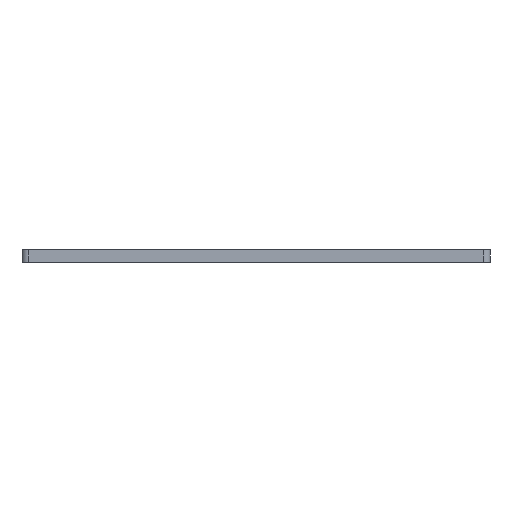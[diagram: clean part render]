
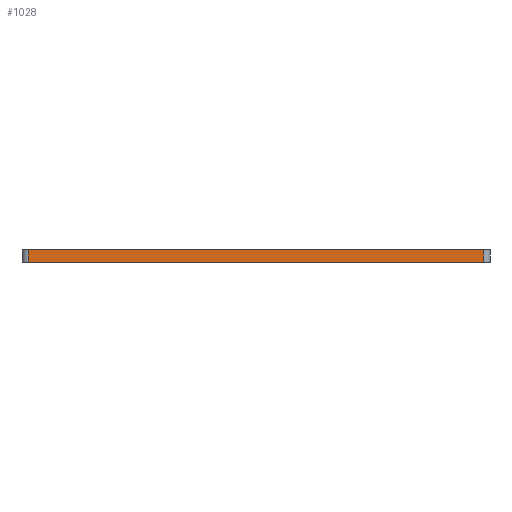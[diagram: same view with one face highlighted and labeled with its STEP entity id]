
A CAD part, left-side view. The second image highlights one B-rep face of the part: STEP entity #1028.
In plain terms, the highlighted planar face has unit normal (-1, 0, 0).
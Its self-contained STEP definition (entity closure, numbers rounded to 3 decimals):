
#40 = VERTEX_POINT ( 'NONE', #395 ) ;
#56 = CARTESIAN_POINT ( 'NONE',  ( -117.5, 107., 0. ) ) ;
#64 = DIRECTION ( 'NONE',  ( 0., 0., 1. ) ) ;
#112 = LINE ( 'NONE', #1166, #702 ) ;
#171 = ORIENTED_EDGE ( 'NONE', *, *, #1151, .T. ) ;
#239 = CARTESIAN_POINT ( 'NONE',  ( -117.5, -120., 0. ) ) ;
#251 = EDGE_CURVE ( 'NONE', #785, #1125, #112, .T. ) ;
#272 = VECTOR ( 'NONE', #942, 1000. ) ;
#300 = VECTOR ( 'NONE', #64, 1000. ) ;
#315 = PLANE ( 'NONE',  #336 ) ;
#336 = AXIS2_PLACEMENT_3D ( 'NONE', #1174, #996, #637 ) ;
#386 = CARTESIAN_POINT ( 'NONE',  ( -117.5, 107., 6. ) ) ;
#395 = CARTESIAN_POINT ( 'NONE',  ( -117.5, -117., 0. ) ) ;
#452 = ORIENTED_EDGE ( 'NONE', *, *, #518, .T. ) ;
#461 = CARTESIAN_POINT ( 'NONE',  ( -117.5, 107., 6. ) ) ;
#518 = EDGE_CURVE ( 'NONE', #1145, #40, #1027, .T. ) ;
#563 = CARTESIAN_POINT ( 'NONE',  ( -117.5, -117., 6. ) ) ;
#576 = LINE ( 'NONE', #1115, #300 ) ;
#582 = EDGE_LOOP ( 'NONE', ( #452, #171, #1208, #1033 ) ) ;
#587 = VECTOR ( 'NONE', #1187, 1000. ) ;
#637 = DIRECTION ( 'NONE',  ( 0., 0., -1. ) ) ;
#683 = EDGE_CURVE ( 'NONE', #785, #1145, #838, .T. ) ;
#702 = VECTOR ( 'NONE', #1240, 1000. ) ;
#785 = VERTEX_POINT ( 'NONE', #386 ) ;
#838 = LINE ( 'NONE', #461, #272 ) ;
#942 = DIRECTION ( 'NONE',  ( 0., 0., -1. ) ) ;
#996 = DIRECTION ( 'NONE',  ( 1., 0., 0. ) ) ;
#1027 = LINE ( 'NONE', #239, #587 ) ;
#1028 = ADVANCED_FACE ( 'NONE', ( #1096 ), #315, .F. ) ;
#1033 = ORIENTED_EDGE ( 'NONE', *, *, #683, .T. ) ;
#1096 = FACE_OUTER_BOUND ( 'NONE', #582, .T. ) ;
#1115 = CARTESIAN_POINT ( 'NONE',  ( -117.5, -117., 6. ) ) ;
#1125 = VERTEX_POINT ( 'NONE', #563 ) ;
#1145 = VERTEX_POINT ( 'NONE', #56 ) ;
#1151 = EDGE_CURVE ( 'NONE', #40, #1125, #576, .T. ) ;
#1166 = CARTESIAN_POINT ( 'NONE',  ( -117.5, -120., 6. ) ) ;
#1174 = CARTESIAN_POINT ( 'NONE',  ( -117.5, -120., 6. ) ) ;
#1187 = DIRECTION ( 'NONE',  ( 0., -1., 0. ) ) ;
#1208 = ORIENTED_EDGE ( 'NONE', *, *, #251, .F. ) ;
#1240 = DIRECTION ( 'NONE',  ( 0., -1., 0. ) ) ;
